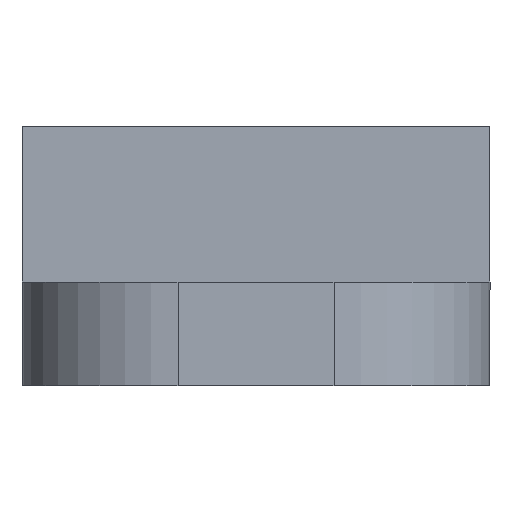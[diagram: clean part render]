
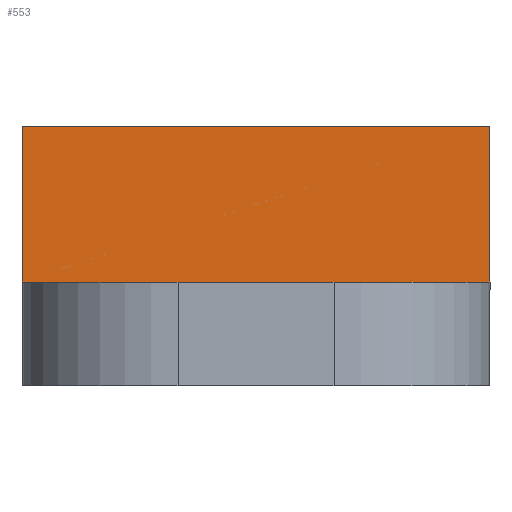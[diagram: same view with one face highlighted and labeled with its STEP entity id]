
A CAD part, left-side view. The second image highlights one B-rep face of the part: STEP entity #553.
In plain terms, the highlighted planar face has unit normal (-1, 0, 0).
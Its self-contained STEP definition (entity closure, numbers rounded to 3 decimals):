
#39=PLANE($,#596);
#65=FACE_OUTER_BOUND($,#97,.T.);
#97=EDGE_LOOP($,(#489,#490,#491,#492));
#106=LINE($,#760,#170);
#114=LINE($,#779,#178);
#134=LINE($,#821,#198);
#165=LINE($,#898,#229);
#170=VECTOR($,#613,3.);
#178=VECTOR($,#627,9.);
#198=VECTOR($,#653,3.);
#229=VECTOR($,#738,9.);
#247=VERTEX_POINT($,#757);
#248=VERTEX_POINT($,#759);
#256=VERTEX_POINT($,#777);
#275=VERTEX_POINT($,#819);
#300=EDGE_CURVE($,#247,#248,#106,.T.);
#310=EDGE_CURVE($,#247,#256,#114,.T.);
#331=EDGE_CURVE($,#256,#275,#134,.T.);
#369=EDGE_CURVE($,#248,#275,#165,.T.);
#489=ORIENTED_EDGE($,*,*,#310,.T.);
#490=ORIENTED_EDGE($,*,*,#331,.T.);
#491=ORIENTED_EDGE($,*,*,#369,.F.);
#492=ORIENTED_EDGE($,*,*,#300,.F.);
#553=ADVANCED_FACE($,(#65),#39,.T.);
#596=AXIS2_PLACEMENT_3D($,#897,#736,#737);
#613=DIRECTION($,(0.,0.,1.));
#627=DIRECTION($,(0.,-1.,0.));
#653=DIRECTION($,(0.,0.,1.));
#736=DIRECTION('center_axis',(-1.,0.,0.));
#737=DIRECTION('ref_axis',(0.,-1.,0.));
#738=DIRECTION($,(0.,-1.,0.));
#757=CARTESIAN_POINT('',(0.,9.,2.));
#759=CARTESIAN_POINT('',(0.,9.,5.));
#760=CARTESIAN_POINT($,(0.,9.,0.));
#777=CARTESIAN_POINT('',(0.,0.,2.));
#779=CARTESIAN_POINT($,(0.,4.5,2.));
#819=CARTESIAN_POINT('',(0.,0.,5.));
#821=CARTESIAN_POINT($,(0.,0.,0.));
#897=CARTESIAN_POINT('Origin',(0.,9.,0.));
#898=CARTESIAN_POINT($,(0.,9.,5.));
